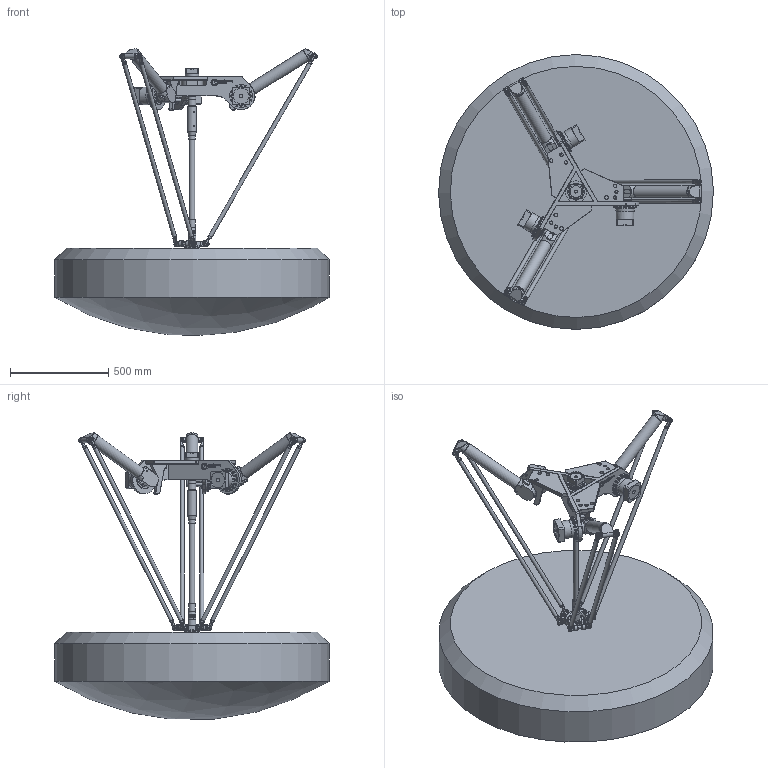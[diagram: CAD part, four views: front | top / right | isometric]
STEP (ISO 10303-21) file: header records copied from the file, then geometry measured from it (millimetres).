
FILE_DESCRIPTION(/* description */ (''),/* implementation_level */ '2;1');
FILE_NAME(/* name */ '3D-model_A_00849-01.stp',/* time_stamp */ '2026-04-16T10:38:31+02:00',/* author */ ('lukas.huser'),/* organization */ ('Majatronic'),/* preprocessor_version */ 'ST-DEVELOPER v19.2',/* originating_system */ 'Autodesk Inventor 2023',/* authorisation */ '');
FILE_SCHEMA (('AUTOMOTIVE_DESIGN { 1 0 10303 214 3 1 1 }'));
Products named in the file (13): A_00849-01_DUMMY; MT_BGR00021484MT_BGR; MT_WST00066989MT_WST; MT_WST00066994MT_WST; MT_WST00046397MT_WST; MT_WST00104884; MT_WST00050715MT_WST; MT_WST00066934MT_WST; MT_WST00110583; MT_WST00031699MT_WST; MT_WST00110578; MT_WST00059565MT_WST; MT_WST00110585
Assembly tree (26 placements, depth 3):
  A_00849-01_DUMMY
    MT_BGR00021484MT_BGR
      MT_WST00066989MT_WST
      MT_WST00066994MT_WST
      MT_WST00046397MT_WST  x3
    MT_WST00104884
    MT_WST00050715MT_WST
    MT_WST00066934MT_WST
    MT_WST00110583
    MT_WST00059565MT_WST  x3
    MT_WST00031699MT_WST  x6
    MT_WST00110578  x6
    MT_WST00110585
Bounding box: 1399.97 x 1399.97 x 1461.32 mm (x, y, z)
Volume: 549560901.8 mm3; surface area: 5982462.4 mm2
Topology: 27 solids, 27 shells, 3232 faces, 7482 edges, 4713 vertices
Faces by surface type: plane 1695, cylinder 927, cone 323, bspline 185, torus 97, sphere 5
Full cylindrical faces by diameter (mm): 2 x6, 2.06 x1, 4 x8, 4.134 x12, 4.35 x8, 4.5 x8, 4.917 x17, 5 x96, 6 x37, 7 x8, 8 x37, 8.5 x48, 10 x3, 12 x22, 14 x1, 16 x24, 17.5 x9, 18 x24, 19 x3, 19.7 x1, 20 x19, 28 x1, 31.5 x3, 32 x1, 33 x1, 35 x1, 40 x6, 45 x1, 59.8 x6, 60 x3
Entity records: 68512 total; most frequent: CARTESIAN_POINT 20920, DIRECTION 9577, ORIENTED_EDGE 9358, EDGE_CURVE 4679, AXIS2_PLACEMENT_3D 3523, VERTEX_POINT 2971, LINE 2531, VECTOR 2531
